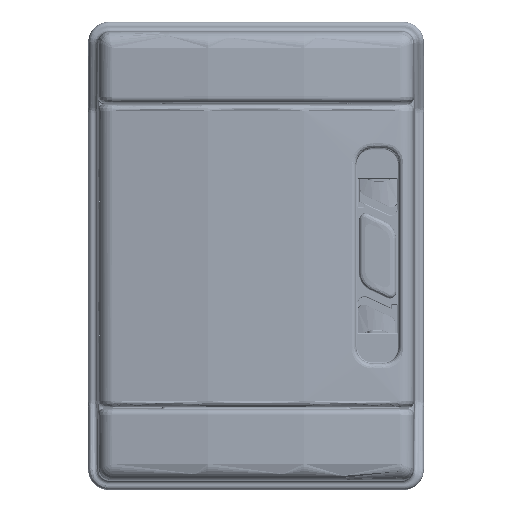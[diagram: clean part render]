
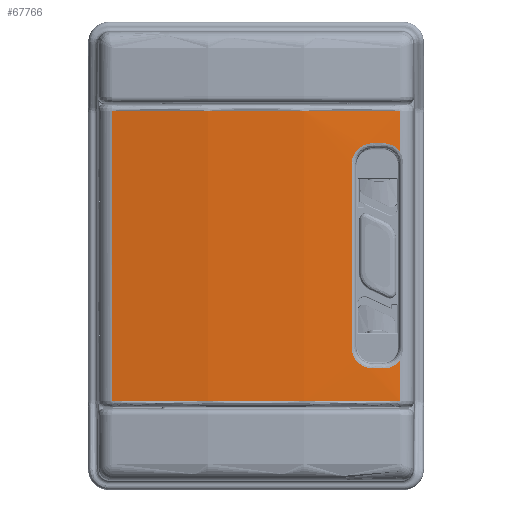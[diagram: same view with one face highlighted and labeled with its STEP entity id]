
A CAD part, top view. The second image highlights one B-rep face of the part: STEP entity #67766.
In plain terms, the highlighted cylindrical face has radius 450 mm (diameter 900 mm), a partial arc.
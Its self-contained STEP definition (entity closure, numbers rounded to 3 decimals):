
#16769=CARTESIAN_POINT('',(4087.384,588.288,128.807));
#16780=DIRECTION('',(0.,1.,0.));
#16781=VECTOR('',#16780,143.341);
#16782=CARTESIAN_POINT('',(4087.384,444.947,128.807));
#16783=LINE('',#16782,#16781);
#16899=CARTESIAN_POINT('',(4158.403,588.276,
-315.554));
#16900=DIRECTION('',(0.,1.,0.));
#16901=DIRECTION('',(-0.158,0.,0.987));
#16902=AXIS2_PLACEMENT_3D('',#16899,#16900,#16901);
#26284=CARTESIAN_POINT('',(4221.285,572.192,130.031));
#26303=CARTESIAN_POINT('',(4229.359,568.412,128.817));
#26308=CARTESIAN_POINT('',(4216.103,572.202,130.732));
#26319=CARTESIAN_POINT('',(4221.285,572.192,130.031));
#26320=CARTESIAN_POINT('',(4219.559,572.196,130.275));
#26321=CARTESIAN_POINT('',(4217.832,572.198,130.508));
#26322=CARTESIAN_POINT('',(4216.103,572.202,130.732));
#26335=DIRECTION('',(0.,-1.,0.));
#26336=VECTOR('',#26335,90.209);
#26337=CARTESIAN_POINT('',(4205.524,561.727,131.973));
#26338=LINE('',#26337,#26336);
#26342=CARTESIAN_POINT('',(4216.103,461.041,130.732));
#26361=CARTESIAN_POINT('',(4221.285,461.051,130.031));
#26372=CARTESIAN_POINT('',(4216.103,461.041,130.732));
#26373=CARTESIAN_POINT('',(4217.832,461.045,130.508));
#26374=CARTESIAN_POINT('',(4219.559,461.047,130.275));
#26375=CARTESIAN_POINT('',(4221.285,461.051,130.031));
#26427=DIRECTION('',(0.,-1.,0.));
#26428=VECTOR('',#26427,19.89);
#26429=CARTESIAN_POINT('',(4229.359,464.833,128.817));
#26430=LINE('',#26429,#26428);
#26434=DIRECTION('',(0.,-1.,0.));
#26435=VECTOR('',#26434,19.876);
#26436=CARTESIAN_POINT('',(4229.359,588.287,128.817));
#26437=LINE('',#26436,#26435);
#26484=CARTESIAN_POINT('',(4229.359,444.943,128.817));
#26495=CARTESIAN_POINT('',(4087.384,444.947,128.807));
#26506=CARTESIAN_POINT('',(4158.403,444.959,
-315.554));
#26507=DIRECTION('',(0.,-1.,0.));
#26508=DIRECTION('',(0.158,0.,0.987));
#26509=AXIS2_PLACEMENT_3D('',#26506,#26507,#26508);
#31773=CARTESIAN_POINT('',(4221.285,572.192,130.031));
#31774=CARTESIAN_POINT('',(4221.97,572.19,129.935));
#31775=CARTESIAN_POINT('',(4223.513,572.035,129.713));
#31776=CARTESIAN_POINT('',(4226.446,571.069,129.277));
#31777=CARTESIAN_POINT('',(4228.378,569.582,128.974));
#31778=CARTESIAN_POINT('',(4229.359,568.412,128.817));
#31783=CARTESIAN_POINT('',(4205.524,561.727,131.973));
#31784=CARTESIAN_POINT('',(4205.524,562.97,131.973));
#31785=CARTESIAN_POINT('',(4206.007,565.647,131.922));
#31786=CARTESIAN_POINT('',(4208.194,569.103,131.687));
#31787=CARTESIAN_POINT('',(4211.123,571.158,131.351));
#31788=CARTESIAN_POINT('',(4213.836,572.048,131.021));
#31789=CARTESIAN_POINT('',(4215.348,572.203,130.83));
#31790=CARTESIAN_POINT('',(4216.103,572.202,130.732));
#31795=CARTESIAN_POINT('',(4216.103,461.041,130.732));
#31796=CARTESIAN_POINT('',(4214.848,461.038,130.894));
#31797=CARTESIAN_POINT('',(4212.145,461.513,131.232));
#31798=CARTESIAN_POINT('',(4208.5,463.78,131.653));
#31799=CARTESIAN_POINT('',(4206.062,467.393,131.916));
#31800=CARTESIAN_POINT('',(4205.524,470.205,131.973));
#31801=CARTESIAN_POINT('',(4205.524,471.518,131.973));
#31806=CARTESIAN_POINT('',(4229.359,464.833,128.817));
#31807=CARTESIAN_POINT('',(4228.844,464.219,128.899));
#31808=CARTESIAN_POINT('',(4227.707,463.14,129.079));
#31809=CARTESIAN_POINT('',(4225.061,461.558,129.486));
#31810=CARTESIAN_POINT('',(4222.796,461.055,129.818));
#31811=CARTESIAN_POINT('',(4221.285,461.051,130.031));
#44035=VERTEX_POINT('',#26495);
#44037=VERTEX_POINT('',#26484);
#45202=CARTESIAN_POINT('',(4205.524,561.727,131.973));
#45204=VERTEX_POINT('',#45202);
#45207=VERTEX_POINT('',#26308);
#45209=VERTEX_POINT('',#26284);
#45213=VERTEX_POINT('',#26303);
#45219=VERTEX_POINT('',#26361);
#45220=VERTEX_POINT('',#31806);
#45222=VERTEX_POINT('',#26342);
#45224=CARTESIAN_POINT('',(4205.524,471.518,131.973));
#45225=VERTEX_POINT('',#45224);
#46808=VERTEX_POINT('',#16769);
#46823=CARTESIAN_POINT('',(4229.359,588.276,128.817));
#46824=VERTEX_POINT('',#46823);
#67747=CARTESIAN_POINT('',(4158.403,362.867,
-315.554));
#67748=DIRECTION('',(0.,1.,0.));
#67749=DIRECTION('',(-0.173,0.,0.985));
#67750=AXIS2_PLACEMENT_3D('',#67747,#67748,#67749);
#67751=CYLINDRICAL_SURFACE('',#67750,450.);
#67752=ORIENTED_EDGE('',*,*,#47833,.T.);
#67753=ORIENTED_EDGE('',*,*,#60566,.T.);
#67754=ORIENTED_EDGE('',*,*,#60243,.F.);
#67755=ORIENTED_EDGE('',*,*,#60278,.T.);
#67756=ORIENTED_EDGE('',*,*,#60327,.F.);
#67757=ORIENTED_EDGE('',*,*,#60348,.T.);
#67758=ORIENTED_EDGE('',*,*,#60414,.F.);
#67759=ORIENTED_EDGE('',*,*,#60447,.T.);
#67760=ORIENTED_EDGE('',*,*,#60537,.F.);
#67761=ORIENTED_EDGE('',*,*,#60561,.T.);
#67762=ORIENTED_EDGE('',*,*,#60706,.T.);
#67763=ORIENTED_EDGE('',*,*,#47691,.T.);
#67764=EDGE_LOOP('',(#67752,#67753,#67754,#67755,#67756,#67757,#67758,#67759,
#67760,#67761,#67762,#67763));
#67765=FACE_OUTER_BOUND('',#67764,.F.);
#16903=CIRCLE('',#16902,450.);
#26323=B_SPLINE_CURVE_WITH_KNOTS('',3,(#26319,#26320,#26321,#26322),
.UNSPECIFIED.,.F.,.F.,(4,4),(0.,1.),.UNSPECIFIED.);
#26376=B_SPLINE_CURVE_WITH_KNOTS('',3,(#26372,#26373,#26374,#26375),
.UNSPECIFIED.,.F.,.F.,(4,4),(0.,1.),.UNSPECIFIED.);
#26510=CIRCLE('',#26509,450.);
#31779=B_SPLINE_CURVE_WITH_KNOTS('',3,(#31773,#31774,#31775,#31776,#31777,
#31778),.UNSPECIFIED.,.F.,.F.,(4,1,1,4),(0.,0.223,
0.503,1.),.UNSPECIFIED.);
#31791=B_SPLINE_CURVE_WITH_KNOTS('',3,(#31783,#31784,#31785,#31786,#31787,
#31788,#31789,#31790),.UNSPECIFIED.,.F.,.F.,(4,1,1,1,1,4),(0.,
0.225,0.485,0.726,0.863,1.),
.UNSPECIFIED.);
#31802=B_SPLINE_CURVE_WITH_KNOTS('',3,(#31795,#31796,#31797,#31798,#31799,
#31800,#31801),.UNSPECIFIED.,.F.,.F.,(4,1,1,1,4),(0.,0.228,
0.49,0.762,1.),.UNSPECIFIED.);
#31812=B_SPLINE_CURVE_WITH_KNOTS('',3,(#31806,#31807,#31808,#31809,#31810,
#31811),.UNSPECIFIED.,.F.,.F.,(4,1,1,4),(0.,0.261,
0.507,1.),.UNSPECIFIED.);
#47691=EDGE_CURVE('',#44035,#46808,#16783,.T.);
#47833=EDGE_CURVE('',#46808,#46824,#16903,.T.);
#60243=EDGE_CURVE('',#45209,#45213,#31779,.T.);
#60278=EDGE_CURVE('',#45209,#45207,#26323,.T.);
#60327=EDGE_CURVE('',#45204,#45207,#31791,.T.);
#60348=EDGE_CURVE('',#45204,#45225,#26338,.T.);
#60414=EDGE_CURVE('',#45222,#45225,#31802,.T.);
#60447=EDGE_CURVE('',#45222,#45219,#26376,.T.);
#60537=EDGE_CURVE('',#45220,#45219,#31812,.T.);
#60561=EDGE_CURVE('',#45220,#44037,#26430,.T.);
#60566=EDGE_CURVE('',#46824,#45213,#26437,.T.);
#60706=EDGE_CURVE('',#44037,#44035,#26510,.T.);
#67766=ADVANCED_FACE('',(#67765),#67751,.T.);
